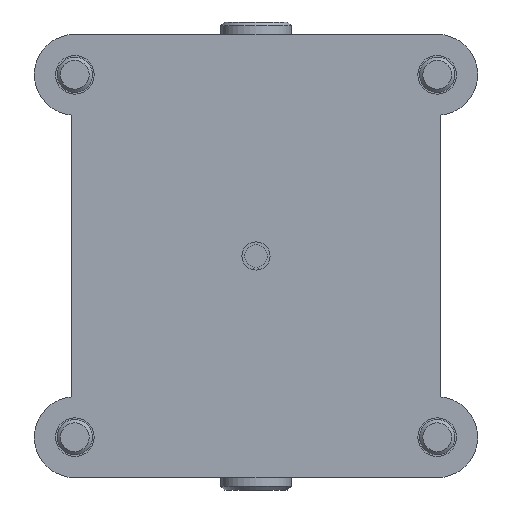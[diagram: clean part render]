
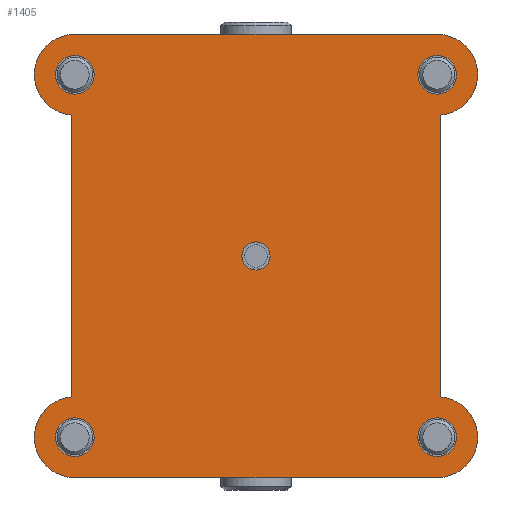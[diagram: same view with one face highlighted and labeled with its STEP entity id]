
A CAD part, front view. The second image highlights one B-rep face of the part: STEP entity #1405.
In plain terms, the highlighted planar face has unit normal (0, -1, 0).
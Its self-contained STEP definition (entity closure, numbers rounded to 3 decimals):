
#143=LINE('',#2281,#227);
#147=LINE('',#2291,#231);
#150=LINE('',#2299,#234);
#153=LINE('',#2307,#237);
#227=VECTOR('',#1794,1000.);
#231=VECTOR('',#1804,1000.);
#234=VECTOR('',#1813,1000.);
#237=VECTOR('',#1822,1000.);
#351=ORIENTED_EDGE('',*,*,#691,.T.);
#352=ORIENTED_EDGE('',*,*,#692,.T.);
#353=ORIENTED_EDGE('',*,*,#693,.T.);
#354=ORIENTED_EDGE('',*,*,#694,.T.);
#355=ORIENTED_EDGE('',*,*,#695,.T.);
#356=ORIENTED_EDGE('',*,*,#675,.F.);
#357=ORIENTED_EDGE('',*,*,#690,.F.);
#358=ORIENTED_EDGE('',*,*,#688,.F.);
#359=ORIENTED_EDGE('',*,*,#686,.F.);
#360=ORIENTED_EDGE('',*,*,#684,.F.);
#361=ORIENTED_EDGE('',*,*,#682,.F.);
#362=ORIENTED_EDGE('',*,*,#680,.F.);
#363=ORIENTED_EDGE('',*,*,#678,.F.);
#675=EDGE_CURVE('',#853,#854,#143,.T.);
#678=EDGE_CURVE('',#854,#855,#969,.T.);
#680=EDGE_CURVE('',#855,#856,#147,.T.);
#682=EDGE_CURVE('',#856,#857,#970,.T.);
#684=EDGE_CURVE('',#857,#858,#150,.T.);
#686=EDGE_CURVE('',#858,#859,#971,.T.);
#688=EDGE_CURVE('',#859,#860,#153,.T.);
#690=EDGE_CURVE('',#860,#853,#972,.T.);
#691=EDGE_CURVE('',#861,#861,#973,.T.);
#692=EDGE_CURVE('',#862,#862,#974,.T.);
#693=EDGE_CURVE('',#863,#863,#975,.T.);
#694=EDGE_CURVE('',#864,#864,#976,.T.);
#695=EDGE_CURVE('',#865,#865,#977,.T.);
#853=VERTEX_POINT('',#2282);
#854=VERTEX_POINT('',#2283);
#855=VERTEX_POINT('',#2288);
#856=VERTEX_POINT('',#2292);
#857=VERTEX_POINT('',#2296);
#858=VERTEX_POINT('',#2300);
#859=VERTEX_POINT('',#2304);
#860=VERTEX_POINT('',#2308);
#861=VERTEX_POINT('',#2314);
#862=VERTEX_POINT('',#2316);
#863=VERTEX_POINT('',#2318);
#864=VERTEX_POINT('',#2320);
#865=VERTEX_POINT('',#2322);
#969=CIRCLE('',#1575,11.5);
#970=CIRCLE('',#1578,11.5);
#971=CIRCLE('',#1581,11.5);
#972=CIRCLE('',#1584,11.5);
#973=CIRCLE('',#1586,5.5);
#974=CIRCLE('',#1587,5.5);
#975=CIRCLE('',#1588,5.5);
#976=CIRCLE('',#1589,5.5);
#977=CIRCLE('',#1590,4.);
#1064=EDGE_LOOP('',(#351));
#1065=EDGE_LOOP('',(#352));
#1066=EDGE_LOOP('',(#353));
#1067=EDGE_LOOP('',(#354));
#1068=EDGE_LOOP('',(#355));
#1069=EDGE_LOOP('',(#356,#357,#358,#359,#360,#361,#362,#363));
#1213=FACE_BOUND('',#1064,.T.);
#1214=FACE_BOUND('',#1065,.T.);
#1215=FACE_BOUND('',#1066,.T.);
#1216=FACE_BOUND('',#1067,.T.);
#1217=FACE_BOUND('',#1068,.T.);
#1218=FACE_BOUND('',#1069,.T.);
#1353=PLANE('',#1585);
#1405=ADVANCED_FACE('',(#1213,#1214,#1215,#1216,#1217,#1218),#1353,.F.);
#1575=AXIS2_PLACEMENT_3D('',#2287,#1799,#1800);
#1578=AXIS2_PLACEMENT_3D('',#2295,#1808,#1809);
#1581=AXIS2_PLACEMENT_3D('',#2303,#1817,#1818);
#1584=AXIS2_PLACEMENT_3D('',#2311,#1826,#1827);
#1585=AXIS2_PLACEMENT_3D('',#2312,#1828,#1829);
#1586=AXIS2_PLACEMENT_3D('',#2313,#1830,#1831);
#1587=AXIS2_PLACEMENT_3D('',#2315,#1832,#1833);
#1588=AXIS2_PLACEMENT_3D('',#2317,#1834,#1835);
#1589=AXIS2_PLACEMENT_3D('',#2319,#1836,#1837);
#1590=AXIS2_PLACEMENT_3D('',#2321,#1838,#1839);
#1794=DIRECTION('',(0.,0.,1.));
#1799=DIRECTION('',(0.,1.,0.));
#1800=DIRECTION('',(1.,0.,0.));
#1804=DIRECTION('',(1.,0.,0.));
#1808=DIRECTION('',(0.,1.,0.));
#1809=DIRECTION('',(1.,0.,0.));
#1813=DIRECTION('',(0.,0.,-1.));
#1817=DIRECTION('',(0.,1.,0.));
#1818=DIRECTION('',(1.,0.,0.));
#1822=DIRECTION('',(-1.,0.,0.));
#1826=DIRECTION('',(0.,1.,0.));
#1827=DIRECTION('',(1.,0.,0.));
#1828=DIRECTION('',(0.,1.,0.));
#1829=DIRECTION('',(0.,0.,1.));
#1830=DIRECTION('',(0.,1.,0.));
#1831=DIRECTION('',(1.,0.,0.));
#1832=DIRECTION('',(0.,1.,0.));
#1833=DIRECTION('',(1.,0.,0.));
#1834=DIRECTION('',(0.,1.,0.));
#1835=DIRECTION('',(1.,0.,0.));
#1836=DIRECTION('',(0.,1.,0.));
#1837=DIRECTION('',(1.,0.,0.));
#1838=DIRECTION('',(0.,1.,0.));
#1839=DIRECTION('',(1.,0.,0.));
#2281=CARTESIAN_POINT('',(-52.5,0.,-40.044));
#2282=CARTESIAN_POINT('',(-52.5,0.,-40.044));
#2283=CARTESIAN_POINT('',(-52.5,0.,40.044));
#2287=CARTESIAN_POINT('',(-51.5,0.,51.5));
#2288=CARTESIAN_POINT('',(-51.5,0.,63.));
#2291=CARTESIAN_POINT('',(-51.5,0.,63.));
#2292=CARTESIAN_POINT('',(51.5,0.,63.));
#2295=CARTESIAN_POINT('',(51.5,0.,51.5));
#2296=CARTESIAN_POINT('',(52.5,0.,40.044));
#2299=CARTESIAN_POINT('',(52.5,0.,40.044));
#2300=CARTESIAN_POINT('',(52.5,0.,-40.044));
#2303=CARTESIAN_POINT('',(51.5,0.,-51.5));
#2304=CARTESIAN_POINT('',(51.5,0.,-63.));
#2307=CARTESIAN_POINT('',(51.5,0.,-63.));
#2308=CARTESIAN_POINT('',(-51.5,0.,-63.));
#2311=CARTESIAN_POINT('',(-51.5,0.,-51.5));
#2312=CARTESIAN_POINT('',(-51.5,0.,51.5));
#2313=CARTESIAN_POINT('',(51.5,0.,-51.5));
#2314=CARTESIAN_POINT('',(57.,0.,-51.5));
#2315=CARTESIAN_POINT('',(-51.5,0.,-51.5));
#2316=CARTESIAN_POINT('',(-46.,0.,-51.5));
#2317=CARTESIAN_POINT('',(51.5,0.,51.5));
#2318=CARTESIAN_POINT('',(57.,0.,51.5));
#2319=CARTESIAN_POINT('',(-51.5,0.,51.5));
#2320=CARTESIAN_POINT('',(-46.,0.,51.5));
#2321=CARTESIAN_POINT('',(0.,0.,0.));
#2322=CARTESIAN_POINT('',(4.,0.,0.));
